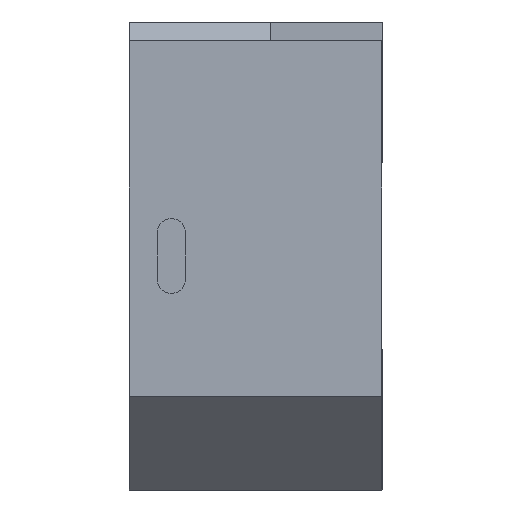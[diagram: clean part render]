
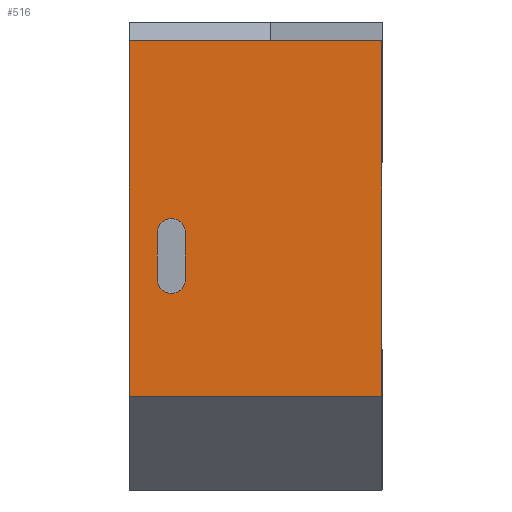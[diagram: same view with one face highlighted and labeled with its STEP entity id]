
A CAD part, left-side view. The second image highlights one B-rep face of the part: STEP entity #516.
In plain terms, the highlighted planar face has unit normal (-1, 0, 0).
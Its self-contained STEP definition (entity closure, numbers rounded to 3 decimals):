
#36 = VERTEX_POINT ( 'NONE', #121 ) ;
#45 = VERTEX_POINT ( 'NONE', #899 ) ;
#46 = CIRCLE ( 'NONE', #1245, 0.15 ) ;
#54 = VECTOR ( 'NONE', #1075, 1000. ) ;
#57 = ORIENTED_EDGE ( 'NONE', *, *, #102, .T. ) ;
#65 = DIRECTION ( 'NONE',  ( 0., 0., -1. ) ) ;
#85 = AXIS2_PLACEMENT_3D ( 'NONE', #303, #1009, #409 ) ;
#98 = LINE ( 'NONE', #267, #298 ) ;
#102 = EDGE_CURVE ( 'NONE', #481, #45, #938, .T. ) ;
#121 = CARTESIAN_POINT ( 'NONE',  ( -2.5, 2.7, -1.5 ) ) ;
#131 = LINE ( 'NONE', #792, #54 ) ;
#156 = CARTESIAN_POINT ( 'NONE',  ( -2.5, 2.7, 2.3 ) ) ;
#160 = VECTOR ( 'NONE', #1168, 1000. ) ;
#167 = CARTESIAN_POINT ( 'NONE',  ( -2.5, 2.25, 0.25 ) ) ;
#182 = CARTESIAN_POINT ( 'NONE',  ( -2.5, 2.1, -0.25 ) ) ;
#184 = CARTESIAN_POINT ( 'NONE',  ( -2.5, 2.7, 2.3 ) ) ;
#215 = LINE ( 'NONE', #1072, #160 ) ;
#267 = CARTESIAN_POINT ( 'NONE',  ( -2.5, 2.7, -1.5 ) ) ;
#275 = DIRECTION ( 'NONE',  ( 0., 0., -1. ) ) ;
#290 = DIRECTION ( 'NONE',  ( 0., -1., 0. ) ) ;
#298 = VECTOR ( 'NONE', #979, 1000. ) ;
#303 = CARTESIAN_POINT ( 'NONE',  ( -2.5, 2.25, 0.25 ) ) ;
#313 = ORIENTED_EDGE ( 'NONE', *, *, #1323, .T. ) ;
#365 = VERTEX_POINT ( 'NONE', #759 ) ;
#409 = DIRECTION ( 'NONE',  ( 0., 0., -1. ) ) ;
#429 = AXIS2_PLACEMENT_3D ( 'NONE', #728, #633, #623 ) ;
#431 = FACE_OUTER_BOUND ( 'NONE', #830, .T. ) ;
#437 = VERTEX_POINT ( 'NONE', #828 ) ;
#453 = FACE_BOUND ( 'NONE', #1302, .T. ) ;
#462 = CARTESIAN_POINT ( 'NONE',  ( -2.5, 2.4, -0.25 ) ) ;
#481 = VERTEX_POINT ( 'NONE', #1115 ) ;
#516 = ADVANCED_FACE ( 'NONE', ( #431, #453 ), #820, .F. ) ;
#518 = ORIENTED_EDGE ( 'NONE', *, *, #1214, .T. ) ;
#541 = DIRECTION ( 'NONE',  ( 1., 0., 0. ) ) ;
#555 = CIRCLE ( 'NONE', #85, 0.15 ) ;
#623 = DIRECTION ( 'NONE',  ( 0., 0., -1. ) ) ;
#633 = DIRECTION ( 'NONE',  ( 1., 0., 0. ) ) ;
#636 = CARTESIAN_POINT ( 'NONE',  ( -2.5, 0., -1.5 ) ) ;
#663 = ORIENTED_EDGE ( 'NONE', *, *, #1185, .F. ) ;
#698 = ORIENTED_EDGE ( 'NONE', *, *, #1181, .T. ) ;
#705 = ORIENTED_EDGE ( 'NONE', *, *, #1024, .F. ) ;
#720 = VECTOR ( 'NONE', #290, 1000. ) ;
#728 = CARTESIAN_POINT ( 'NONE',  ( -2.5, 2.7, -2.5 ) ) ;
#759 = CARTESIAN_POINT ( 'NONE',  ( -2.5, 2.4, 0.25 ) ) ;
#768 = LINE ( 'NONE', #184, #720 ) ;
#775 = DIRECTION ( 'NONE',  ( 0., 0., 1. ) ) ;
#792 = CARTESIAN_POINT ( 'NONE',  ( -2.5, 2.7, -2.5 ) ) ;
#820 = PLANE ( 'NONE',  #429 ) ;
#828 = CARTESIAN_POINT ( 'NONE',  ( -2.5, 2.25, 0.4 ) ) ;
#830 = EDGE_LOOP ( 'NONE', ( #663, #698, #835, #705 ) ) ;
#835 = ORIENTED_EDGE ( 'NONE', *, *, #1169, .T. ) ;
#885 = VERTEX_POINT ( 'NONE', #1233 ) ;
#889 = DIRECTION ( 'NONE',  ( 1., 0., 0. ) ) ;
#899 = CARTESIAN_POINT ( 'NONE',  ( -2.5, 2.1, -0.25 ) ) ;
#924 = VECTOR ( 'NONE', #65, 1000. ) ;
#938 = LINE ( 'NONE', #182, #924 ) ;
#960 = VECTOR ( 'NONE', #775, 1000. ) ;
#966 = EDGE_CURVE ( 'NONE', #885, #365, #991, .T. ) ;
#979 = DIRECTION ( 'NONE',  ( 0., -1., 0. ) ) ;
#991 = LINE ( 'NONE', #462, #960 ) ;
#1009 = DIRECTION ( 'NONE',  ( 1., 0., 0. ) ) ;
#1010 = VERTEX_POINT ( 'NONE', #1271 ) ;
#1024 = EDGE_CURVE ( 'NONE', #1186, #1010, #768, .T. ) ;
#1025 = CIRCLE ( 'NONE', #1140, 0.15 ) ;
#1029 = ORIENTED_EDGE ( 'NONE', *, *, #1086, .T. ) ;
#1072 = CARTESIAN_POINT ( 'NONE',  ( -2.5, 0., -2.5 ) ) ;
#1075 = DIRECTION ( 'NONE',  ( 0., 0., 1. ) ) ;
#1086 = EDGE_CURVE ( 'NONE', #437, #481, #555, .T. ) ;
#1115 = CARTESIAN_POINT ( 'NONE',  ( -2.5, 2.1, 0.25 ) ) ;
#1124 = VERTEX_POINT ( 'NONE', #636 ) ;
#1126 = CARTESIAN_POINT ( 'NONE',  ( -2.5, 2.25, -0.25 ) ) ;
#1140 = AXIS2_PLACEMENT_3D ( 'NONE', #1126, #541, #1218 ) ;
#1168 = DIRECTION ( 'NONE',  ( 0., 0., 1. ) ) ;
#1169 = EDGE_CURVE ( 'NONE', #1124, #1010, #215, .T. ) ;
#1173 = ORIENTED_EDGE ( 'NONE', *, *, #966, .T. ) ;
#1181 = EDGE_CURVE ( 'NONE', #36, #1124, #98, .T. ) ;
#1185 = EDGE_CURVE ( 'NONE', #36, #1186, #131, .T. ) ;
#1186 = VERTEX_POINT ( 'NONE', #156 ) ;
#1214 = EDGE_CURVE ( 'NONE', #365, #437, #46, .T. ) ;
#1218 = DIRECTION ( 'NONE',  ( 0., 0., 1. ) ) ;
#1233 = CARTESIAN_POINT ( 'NONE',  ( -2.5, 2.4, -0.25 ) ) ;
#1245 = AXIS2_PLACEMENT_3D ( 'NONE', #167, #889, #275 ) ;
#1271 = CARTESIAN_POINT ( 'NONE',  ( -2.5, 0., 2.3 ) ) ;
#1302 = EDGE_LOOP ( 'NONE', ( #518, #1029, #57, #313, #1173 ) ) ;
#1323 = EDGE_CURVE ( 'NONE', #45, #885, #1025, .T. ) ;
